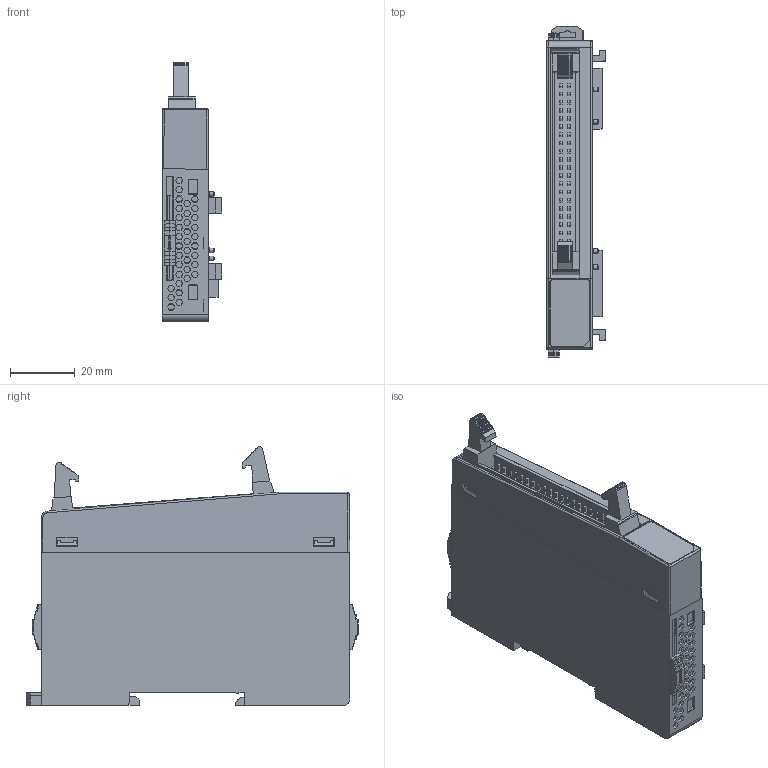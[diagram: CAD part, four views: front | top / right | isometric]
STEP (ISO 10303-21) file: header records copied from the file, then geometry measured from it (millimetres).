
FILE_DESCRIPTION(/* description */ (''),/* implementation_level */ '2;1');
FILE_NAME(/* name */ 'ID32C.stp',/* time_stamp */ '2024-07-08T10:22:28+08:00',/* author */ (''),/* organization */ (''),/* preprocessor_version */ 'ST-DEVELOPER v14',/* originating_system */ 'SIEMENS PLM Software NX 8.0',/* authorisation */ '');
FILE_SCHEMA (('AUTOMOTIVE_DESIGN { 1 0 10303 214 3 1 1 1 }'));
Length unit declared in the file: millimetre
Products named in the file (1): Admi2A706CD3a43z
Bounding box: 18.47 x 102.9 x 80.25 mm (x, y, z)
Volume: 83929.9 mm3; surface area: 22067.5 mm2
Topology: 1 solids, 8 shells, 1322 faces, 3424 edges, 2241 vertices
Faces by surface type: plane 1221, cylinder 59, bspline 23, cone 13, torus 4, sphere 2
Full cylindrical faces by diameter (mm): 1.5 x4
Entity records: 42021 total; most frequent: CARTESIAN_POINT 9924, ORIENTED_EDGE 6788, DIRECTION 6043, EDGE_CURVE 3394, LINE 3211, VECTOR 3211, VERTEX_POINT 2229, EDGE_LOOP 1483
